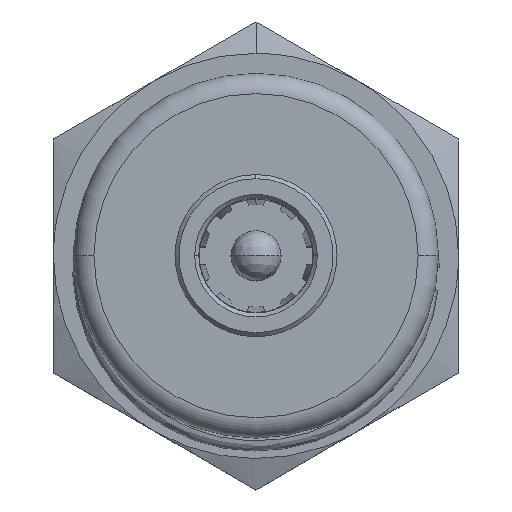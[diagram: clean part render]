
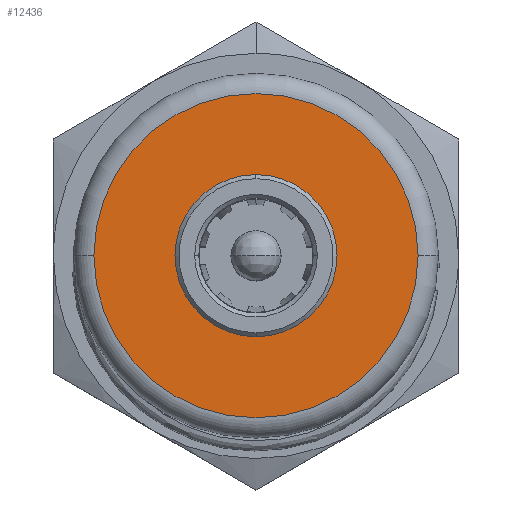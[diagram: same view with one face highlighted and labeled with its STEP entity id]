
A CAD part, top view. The second image highlights one B-rep face of the part: STEP entity #12436.
In plain terms, the highlighted face is planar.
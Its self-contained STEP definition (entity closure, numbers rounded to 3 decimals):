
#147 = DIRECTION ( 'NONE',  ( -1., 0., 0. ) ) ;
#500 = CARTESIAN_POINT ( 'NONE',  ( 0., 0., 4. ) ) ;
#907 = CARTESIAN_POINT ( 'NONE',  ( 0., 0., -8. ) ) ;
#1123 = AXIS2_PLACEMENT_3D ( 'NONE', #9196, #15964, #3152 ) ;
#1314 = CARTESIAN_POINT ( 'NONE',  ( 0., 0., 0. ) ) ;
#1376 = EDGE_CURVE ( 'NONE', #14967, #11251, #2186, .T. ) ;
#1758 = FACE_OUTER_BOUND ( 'NONE', #9255, .T. ) ;
#2186 = CIRCLE ( 'NONE', #2536, 8. ) ;
#2497 = CIRCLE ( 'NONE', #1123, 4. ) ;
#2536 = AXIS2_PLACEMENT_3D ( 'NONE', #14671, #147, #3242 ) ;
#3152 = DIRECTION ( 'NONE',  ( 0., 0., 1. ) ) ;
#3242 = DIRECTION ( 'NONE',  ( 0., 0., -1. ) ) ;
#4151 = AXIS2_PLACEMENT_3D ( 'NONE', #14490, #19267, #20373 ) ;
#4444 = ORIENTED_EDGE ( 'NONE', *, *, #4518, .F. ) ;
#4518 = EDGE_CURVE ( 'NONE', #13347, #10488, #14418, .T. ) ;
#5332 = CARTESIAN_POINT ( 'NONE',  ( 0., 0., 8. ) ) ;
#5603 = CARTESIAN_POINT ( 'NONE',  ( 0., 0., 0. ) ) ;
#6287 = AXIS2_PLACEMENT_3D ( 'NONE', #5603, #12278, #12388 ) ;
#6313 = ORIENTED_EDGE ( 'NONE', *, *, #19192, .T. ) ;
#7539 = FACE_BOUND ( 'NONE', #17178, .T. ) ;
#8811 = ORIENTED_EDGE ( 'NONE', *, *, #13961, .F. ) ;
#9196 = CARTESIAN_POINT ( 'NONE',  ( 0., 0., 0. ) ) ;
#9255 = EDGE_LOOP ( 'NONE', ( #6313, #18553 ) ) ;
#10488 = VERTEX_POINT ( 'NONE', #500 ) ;
#10632 = AXIS2_PLACEMENT_3D ( 'NONE', #1314, #12770, #17225 ) ;
#11251 = VERTEX_POINT ( 'NONE', #907 ) ;
#12278 = DIRECTION ( 'NONE',  ( -1., 0., 0. ) ) ;
#12388 = DIRECTION ( 'NONE',  ( 0., 0., 1. ) ) ;
#12436 = ADVANCED_FACE ( 'NONE', ( #1758, #7539 ), #17566, .F. ) ;
#12770 = DIRECTION ( 'NONE',  ( -1., 0., 0. ) ) ;
#13347 = VERTEX_POINT ( 'NONE', #20255 ) ;
#13961 = EDGE_CURVE ( 'NONE', #10488, #13347, #2497, .T. ) ;
#14418 = CIRCLE ( 'NONE', #6287, 4. ) ;
#14490 = CARTESIAN_POINT ( 'NONE',  ( 0., 9., 0. ) ) ;
#14671 = CARTESIAN_POINT ( 'NONE',  ( 0., 0., 0. ) ) ;
#14967 = VERTEX_POINT ( 'NONE', #5332 ) ;
#15964 = DIRECTION ( 'NONE',  ( -1., 0., 0. ) ) ;
#17178 = EDGE_LOOP ( 'NONE', ( #8811, #4444 ) ) ;
#17225 = DIRECTION ( 'NONE',  ( 0., 0., -1. ) ) ;
#17566 = PLANE ( 'NONE',  #4151 ) ;
#18553 = ORIENTED_EDGE ( 'NONE', *, *, #1376, .T. ) ;
#19192 = EDGE_CURVE ( 'NONE', #11251, #14967, #19775, .T. ) ;
#19267 = DIRECTION ( 'NONE',  ( 1., 0., 0. ) ) ;
#19775 = CIRCLE ( 'NONE', #10632, 8. ) ;
#20255 = CARTESIAN_POINT ( 'NONE',  ( 0., 0., -4. ) ) ;
#20373 = DIRECTION ( 'NONE',  ( 0., 0., -1. ) ) ;
